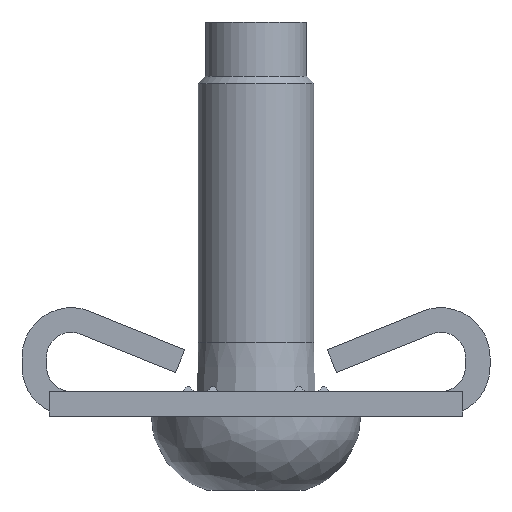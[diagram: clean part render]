
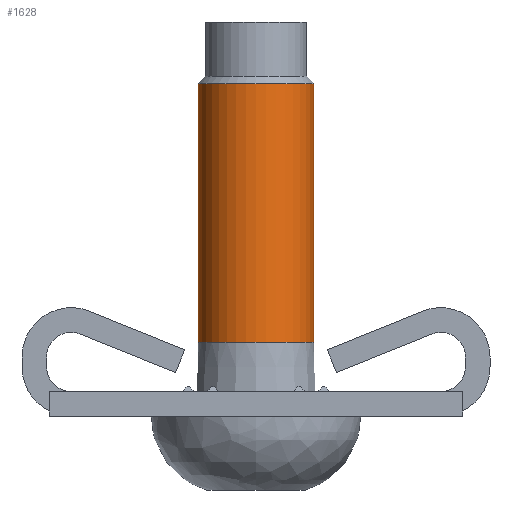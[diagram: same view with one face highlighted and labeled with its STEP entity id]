
A CAD part, left-side view. The second image highlights one B-rep face of the part: STEP entity #1628.
In plain terms, the highlighted cylindrical face has radius 2.35 mm (diameter 4.7 mm), a full revolution.
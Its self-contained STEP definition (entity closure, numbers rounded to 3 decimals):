
#27=CYLINDRICAL_SURFACE('',#1797,2.35);
#60=LINE('',#2427,#265);
#265=VECTOR('',#1946,2.35);
#467=FACE_OUTER_BOUND('',#561,.T.);
#561=EDGE_LOOP('',(#1096,#1097,#1098,#1099,#1100,#1101));
#663=CIRCLE('',#1795,2.35);
#664=CIRCLE('',#1796,2.35);
#665=CIRCLE('',#1798,2.35);
#666=CIRCLE('',#1799,2.35);
#697=VERTEX_POINT('',#2417);
#698=VERTEX_POINT('',#2419);
#699=VERTEX_POINT('',#2423);
#700=VERTEX_POINT('',#2424);
#855=EDGE_CURVE('',#698,#697,#663,.T.);
#856=EDGE_CURVE('',#697,#698,#664,.T.);
#857=EDGE_CURVE('',#699,#700,#665,.T.);
#858=EDGE_CURVE('',#700,#699,#666,.T.);
#859=EDGE_CURVE('',#700,#698,#60,.T.);
#1096=ORIENTED_EDGE('',*,*,#857,.F.);
#1097=ORIENTED_EDGE('',*,*,#858,.F.);
#1098=ORIENTED_EDGE('',*,*,#859,.T.);
#1099=ORIENTED_EDGE('',*,*,#855,.T.);
#1100=ORIENTED_EDGE('',*,*,#856,.T.);
#1101=ORIENTED_EDGE('',*,*,#859,.F.);
#1628=ADVANCED_FACE('',(#467),#27,.T.);
#1795=AXIS2_PLACEMENT_3D('',#2420,#1936,#1937);
#1796=AXIS2_PLACEMENT_3D('',#2421,#1938,#1939);
#1797=AXIS2_PLACEMENT_3D('',#2422,#1940,#1941);
#1798=AXIS2_PLACEMENT_3D('',#2425,#1942,#1943);
#1799=AXIS2_PLACEMENT_3D('',#2426,#1944,#1945);
#1936=DIRECTION('center_axis',(1.,0.,0.));
#1937=DIRECTION('ref_axis',(0.,0.,-1.));
#1938=DIRECTION('center_axis',(1.,0.,0.));
#1939=DIRECTION('ref_axis',(0.,0.,-1.));
#1940=DIRECTION('center_axis',(1.,0.,0.));
#1941=DIRECTION('ref_axis',(0.,0.,-1.));
#1942=DIRECTION('center_axis',(1.,0.,0.));
#1943=DIRECTION('ref_axis',(0.,0.,-1.));
#1944=DIRECTION('center_axis',(1.,0.,0.));
#1945=DIRECTION('ref_axis',(0.,0.,-1.));
#1946=DIRECTION('',(-1.,0.,0.));
#2417=CARTESIAN_POINT('',(6.,0.,-2.35));
#2419=CARTESIAN_POINT('',(6.,0.,2.35));
#2420=CARTESIAN_POINT('Origin',(6.,0.,0.));
#2421=CARTESIAN_POINT('Origin',(6.,0.,0.));
#2422=CARTESIAN_POINT('Origin',(16.8,0.,0.));
#2423=CARTESIAN_POINT('',(16.5,0.,-2.35));
#2424=CARTESIAN_POINT('',(16.5,0.,2.35));
#2425=CARTESIAN_POINT('Origin',(16.5,0.,0.));
#2426=CARTESIAN_POINT('Origin',(16.5,0.,0.));
#2427=CARTESIAN_POINT('',(16.8,0.,2.35));
